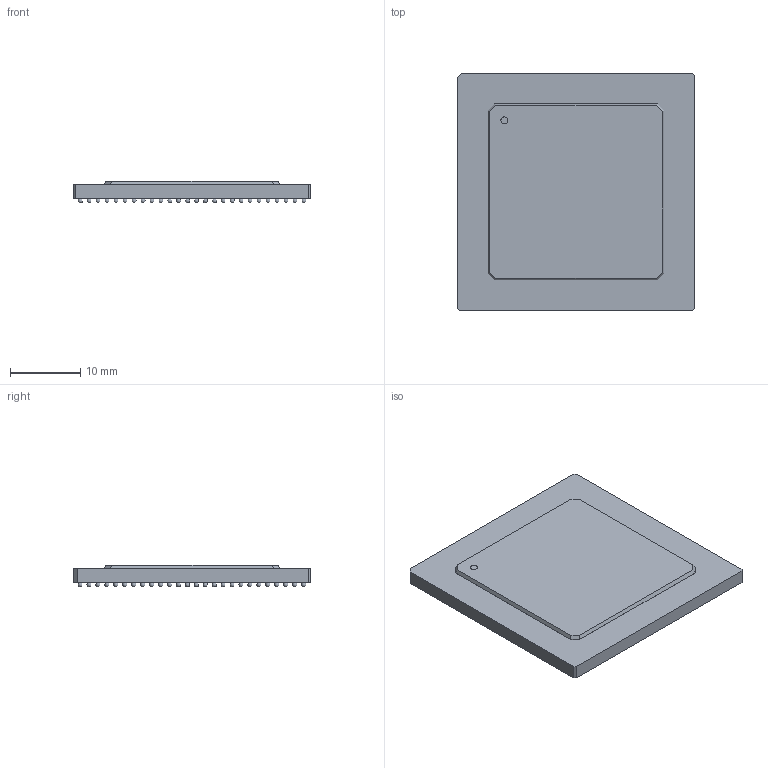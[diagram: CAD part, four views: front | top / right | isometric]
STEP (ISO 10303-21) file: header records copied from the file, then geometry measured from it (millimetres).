
FILE_DESCRIPTION(/* description */ ('model of BGA-352_26x26_35.0x35.0mm_Pitch1.27mm'),/* implementation_level */ '2;1');
FILE_NAME(/* name */ 'BGA-352_26x26_35.0x35.0mm_Pitch1.27mm.step',/* time_stamp */ '2017-04-23T16:29:20',/* author */ ('kicad StepUp','ksu'),/* organization */ ('FreeCAD'),/* preprocessor_version */ 'OCC',/* originating_system */ 'kicad StepUp',/* authorisation */ '');
FILE_SCHEMA(('AUTOMOTIVE_DESIGN_CC2 { 1 2 10303 214 -1 1 5 4 }'));
Length unit declared in the file: millimetre
Products named in the file (1): BGA_352_26x26_350x350mm_Pitch127mm
Bounding box: 33.8 x 33.8 x 3.12 mm (x, y, z)
Volume: 2598.3 mm3; surface area: 2702.6 mm2
Topology: 1 solids, 1 shells, 129 faces, 367 edges, 242 vertices
Faces by surface type: sphere 100, plane 24, bspline 4, cylinder 1
Full cylindrical faces by diameter (mm): 1 x1
Entity records: 4709 total; most frequent: DIRECTION 713, CARTESIAN_POINT 659, ORIENTED_EDGE 534, AXIS2_PLACEMENT_3D 328, EDGE_CURVE 267, VERTEX_POINT 242, FACE_BOUND 231, EDGE_LOOP 231
